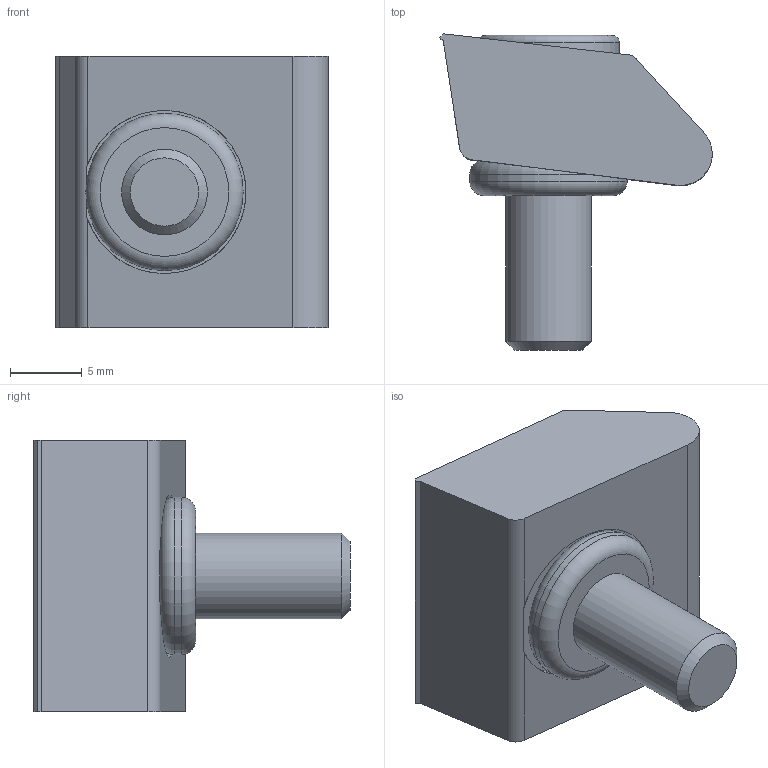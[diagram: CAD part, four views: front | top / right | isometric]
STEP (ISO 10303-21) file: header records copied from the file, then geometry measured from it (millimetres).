
FILE_DESCRIPTION( ( 'STEP AP214' ), '1' );
FILE_NAME( 'K0030.119.stp', '2020-11-24T15:08:46', ( '' ), ( '' ), ' ', 'PARTsolutions', ' ' );
FILE_SCHEMA( ( 'AUTOMOTIVE_DESIGN { 1 0 10303 214 1 1 1 1 }' ) );
Length unit declared in the file: millimetre
Products named in the file (1): _K0030.119
Bounding box: 19.05 x 22.1 x 19 mm (x, y, z)
Volume: 2886 mm3; surface area: 2145.6 mm2
Topology: 1 solids, 2 shells, 41 faces, 95 edges, 62 vertices
Faces by surface type: plane 26, cylinder 11, torus 3, cone 1
Full cylindrical faces by diameter (mm): 6 x2, 9.9 x1, 11 x1
Entity records: 1473 total; most frequent: CARTESIAN_POINT 197, DIRECTION 197, ORIENTED_EDGE 174, EDGE_CURVE 87, AXIS2_PLACEMENT_3D 70, VERTEX_POINT 62, LINE 57, VECTOR 57
